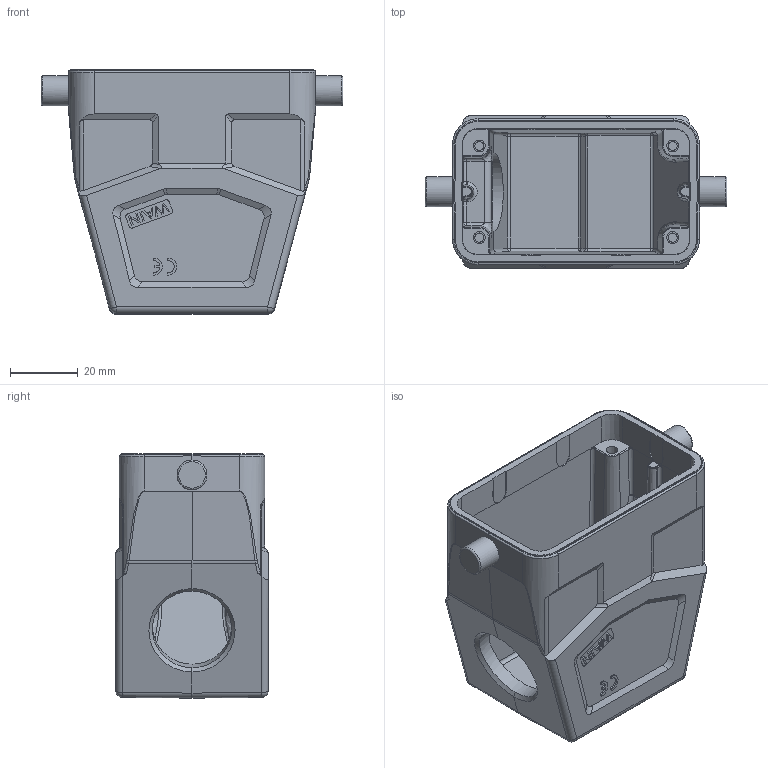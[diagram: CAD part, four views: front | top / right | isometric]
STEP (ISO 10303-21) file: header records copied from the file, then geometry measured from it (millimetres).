
FILE_DESCRIPTION(/* description */ (''),/* implementation_level */ '2;1');
FILE_NAME(/* name */ '3D_1241105105001_WV10B-SEH-2B-M25_V1.0_stp.stp',/* time_stamp */ '2023-12-02T12:28:50+08:00',/* author */ (''),/* organization */ (''),/* preprocessor_version */ 'ST-DEVELOPER v18.1',/* originating_system */ 'SIEMENS PLM Software NX 1980',/* authorisation */ '');
FILE_SCHEMA (('AP203_CONFIGURATION_CONTROLLED_3D_DESIGN_OF_MECHANICAL_PARTS_AND_ASSEMBLIES_MIM_LF { 1 0 10303 403 2 1 2}'));
Length unit declared in the file: millimetre
Products named in the file (1): 3D_1241105105001_WV10B-SEH-2B-M25_V1.0_stp
Bounding box: 89 x 45 x 72 mm (x, y, z)
Volume: 65114.6 mm3; surface area: 32537.9 mm2
Topology: 1 solids, 1 shells, 471 faces, 1199 edges, 739 vertices
Faces by surface type: plane 231, cylinder 152, bspline 33, sphere 20, cone 18, torus 17
Full cylindrical faces by diameter (mm): 2.7 x4, 3.5 x4, 8.8 x2, 23.4 x1
Entity records: 15156 total; most frequent: CARTESIAN_POINT 3879, ORIENTED_EDGE 2338, DIRECTION 2328, EDGE_CURVE 1169, AXIS2_PLACEMENT_3D 809, VERTEX_POINT 736, LINE 710, VECTOR 710
